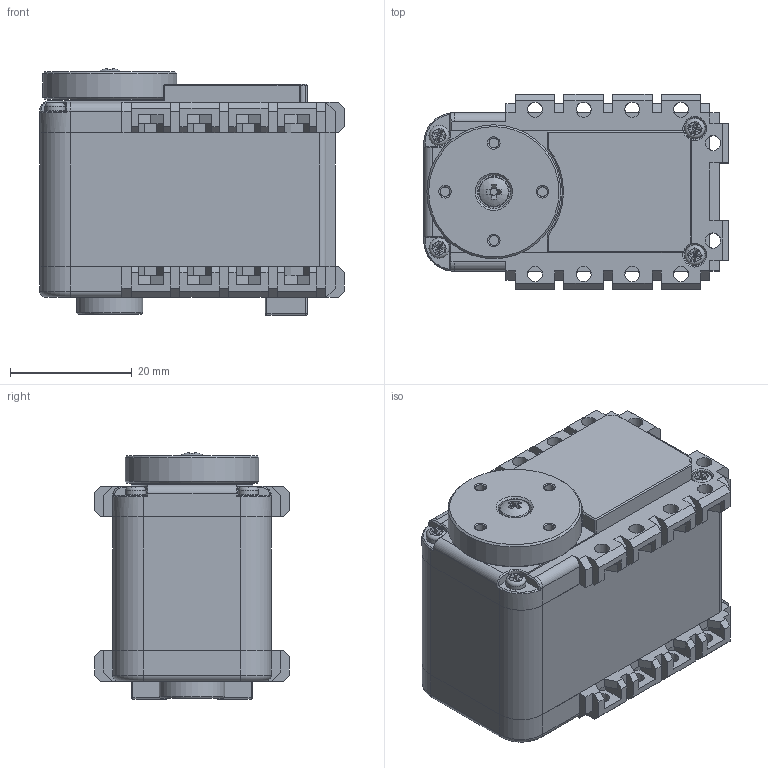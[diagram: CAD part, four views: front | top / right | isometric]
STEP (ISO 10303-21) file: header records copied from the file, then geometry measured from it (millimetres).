
FILE_DESCRIPTION(/* description */ ('','CAx-IF Rec.Pracs.---Representation and Presentation of Product Manufacturing Information (PMI)---4.0---2014-10-13'),/* implementation_level */ '2;1');
FILE_NAME(/* name */ 'AX-12A_.step',/* time_stamp */ '2025-02-02T21:51:46+01:00',/* author */ (''),/* organization */ (''),/* preprocessor_version */ 'ST-DEVELOPER v20',/* originating_system */ 'Autodesk Translation Framework v13.20.0.188',/* authorisation */ '');
FILE_SCHEMA (('AP242_MANAGED_MODEL_BASED_3D_ENGINEERING_MIM_LF { 1 0 10303 442 1 1 4 }'));
Length unit declared in the file: millimetre
Products named in the file (7): AX-12A; AX-12A-01; AX-12A-02; AX-12A-03; AX-12A-04; SetScrew; pan head cross recess screw_iso_ISO 7045 - M2.5 x 8 - Z --- 8C
Assembly tree (9 placements, depth 2):
  AX-12A
    AX-12A-01
    AX-12A-02
    AX-12A-03
    AX-12A-04
    SetScrew  x4
    pan head cross recess screw_iso_ISO 7045 - M2.5 x 8 - Z --- 8C
Bounding box: 50 x 32 x 40.55 mm (x, y, z)
Volume: 43005 mm3; surface area: 17554.9 mm2
Topology: 9 solids, 9 shells, 811 faces, 2153 edges, 1367 vertices
Faces by surface type: plane 564, cylinder 146, cone 71, torus 11, bspline 10, sphere 9
Full cylindrical faces by diameter (mm): 1.2 x40, 1.6 x8, 1.7 x4, 1.8 x6, 2 x8, 2.5 x23, 3.3 x4, 3.5 x2, 5 x1, 5.5 x2, 8 x1, 9 x1, 9.5 x1, 10.8 x1, 13.4 x1, 18.2 x1, 22 x1
Entity records: 23323 total; most frequent: CARTESIAN_POINT 5924, ORIENTED_EDGE 3614, DIRECTION 3435, EDGE_CURVE 1807, LINE 1447, VECTOR 1447, VERTEX_POINT 1154, AXIS2_PLACEMENT_3D 994
